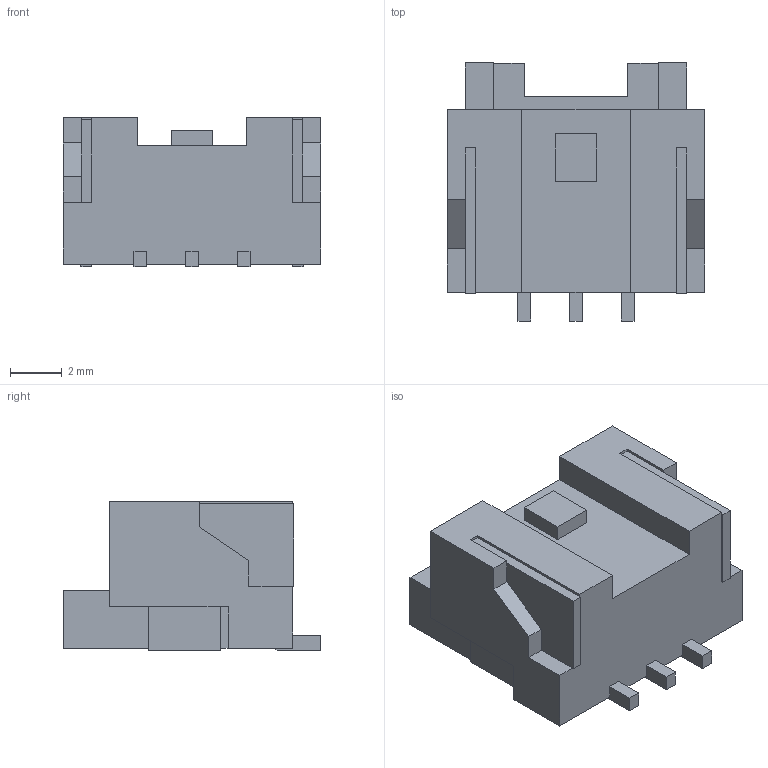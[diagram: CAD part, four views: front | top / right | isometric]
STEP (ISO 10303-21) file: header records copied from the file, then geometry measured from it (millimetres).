
FILE_DESCRIPTION(/* description */ (''),/* implementation_level */ '2;1');
FILE_NAME(/* name */ 'SM03B-PASS-TB.step',/* time_stamp */ '2021-02-25T04:11:11-08:00',/* author */ (''),/* organization */ (''),/* preprocessor_version */ 'ST-DEVELOPER v18.1',/* originating_system */ 'Autodesk Translation Framework v9.7.1.1290',/* authorisation */ '');
FILE_SCHEMA (('AUTOMOTIVE_DESIGN { 1 0 10303 214 3 1 1 }'));
Length unit declared in the file: millimetre
Products named in the file (1): SM03B-PASS-TB
Bounding box: 10 x 10 x 5.8 mm (x, y, z)
Volume: 293 mm3; surface area: 503 mm2
Topology: 1 solids, 1 shells, 106 faces, 294 edges, 194 vertices
Faces by surface type: plane 106
Entity records: 3469 total; most frequent: CARTESIAN_POINT 595, ORIENTED_EDGE 588, DIRECTION 508, LINE 294, VECTOR 294, EDGE_CURVE 294, VERTEX_POINT 194, EDGE_LOOP 110
